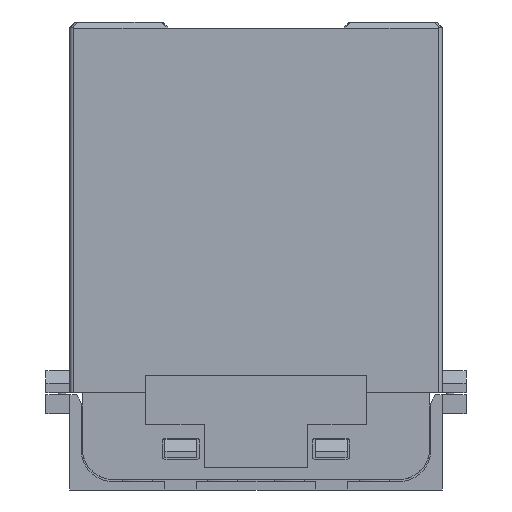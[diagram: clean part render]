
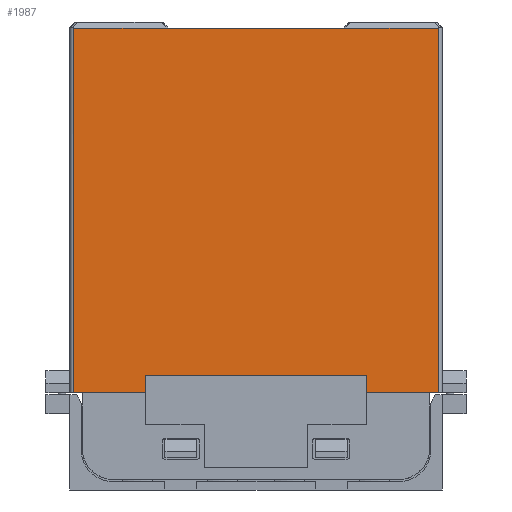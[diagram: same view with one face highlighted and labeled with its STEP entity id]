
A CAD part, left-side view. The second image highlights one B-rep face of the part: STEP entity #1987.
In plain terms, the highlighted planar face has unit normal (-1, 0, 0).
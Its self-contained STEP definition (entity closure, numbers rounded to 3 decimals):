
#960=FACE_OUTER_BOUND('',#4257,.T.);
#1987=ADVANCED_FACE('',(#960),#2799,.T.);
#2799=PLANE('',#24959);
#4257=EDGE_LOOP('',(#7104,#7105,#7106,#7107,#7108,#7109,#7110,#7111,#7112,
#7113));
#7104=ORIENTED_EDGE('',*,*,#12604,.T.);
#7105=ORIENTED_EDGE('',*,*,#13553,.T.);
#7106=ORIENTED_EDGE('',*,*,#13571,.T.);
#7107=ORIENTED_EDGE('',*,*,#13572,.T.);
#7108=ORIENTED_EDGE('',*,*,#12352,.T.);
#7109=ORIENTED_EDGE('',*,*,#13573,.T.);
#7110=ORIENTED_EDGE('',*,*,#13574,.T.);
#7111=ORIENTED_EDGE('',*,*,#13510,.T.);
#7112=ORIENTED_EDGE('',*,*,#12598,.T.);
#7113=ORIENTED_EDGE('',*,*,#12600,.T.);
#10466=VERTEX_POINT('',#33811);
#10467=VERTEX_POINT('',#33813);
#10625=VERTEX_POINT('',#34366);
#10626=VERTEX_POINT('',#34369);
#10627=VERTEX_POINT('',#34373);
#10630=VERTEX_POINT('',#34381);
#11325=VERTEX_POINT('',#36598);
#11349=VERTEX_POINT('',#36675);
#11354=VERTEX_POINT('',#36703);
#11355=VERTEX_POINT('',#36706);
#12352=EDGE_CURVE('',#10467,#10466,#18645,.T.);
#12598=EDGE_CURVE('',#10625,#10626,#18787,.T.);
#12600=EDGE_CURVE('',#10626,#10627,#18789,.T.);
#12604=EDGE_CURVE('',#10627,#10630,#18793,.T.);
#13510=EDGE_CURVE('',#11325,#10625,#19322,.T.);
#13553=EDGE_CURVE('',#10630,#11349,#19358,.T.);
#13571=EDGE_CURVE('',#11349,#11354,#19376,.T.);
#13572=EDGE_CURVE('',#11354,#10467,#19377,.T.);
#13573=EDGE_CURVE('',#10466,#11355,#19378,.T.);
#13574=EDGE_CURVE('',#11355,#11325,#19379,.T.);
#18645=LINE('',#33812,#20662);
#18787=LINE('',#34370,#20804);
#18789=LINE('',#34374,#20806);
#18793=LINE('',#34382,#20810);
#19322=LINE('',#36597,#21339);
#19358=LINE('',#36676,#21375);
#19376=LINE('',#36702,#21393);
#19377=LINE('',#36704,#21394);
#19378=LINE('',#36705,#21395);
#19379=LINE('',#36707,#21396);
#20662=VECTOR('',#26200,1.);
#20804=VECTOR('',#26666,1.);
#20806=VECTOR('',#26670,1.);
#20810=VECTOR('',#26676,1.);
#21339=VECTOR('',#28661,1.);
#21375=VECTOR('',#28733,1.);
#21393=VECTOR('',#28759,1.);
#21394=VECTOR('',#28760,1.);
#21395=VECTOR('',#28761,1.);
#21396=VECTOR('',#28762,1.);
#24959=AXIS2_PLACEMENT_3D('',#36708,#28763,#28764);
#26200=DIRECTION('',(0.,1.,0.));
#26666=DIRECTION('',(0.,0.,1.));
#26670=DIRECTION('',(0.,-1.,0.));
#26676=DIRECTION('',(0.,0.,-1.));
#28661=DIRECTION('',(0.,-1.,0.));
#28733=DIRECTION('',(0.,-1.,0.));
#28759=DIRECTION('',(0.,0.,1.));
#28760=DIRECTION('',(0.,1.,0.));
#28761=DIRECTION('',(0.,1.,0.));
#28762=DIRECTION('',(0.,0.,-1.));
#28763=DIRECTION('',(-1.,0.,0.));
#28764=DIRECTION('',(0.,1.,0.));
#33811=CARTESIAN_POINT('',(-14.676,7.291,16.3));
#33812=CARTESIAN_POINT('',(-14.676,-15.15,16.3));
#33813=CARTESIAN_POINT('',(-14.676,-7.291,16.3));
#34366=CARTESIAN_POINT('',(-14.676,9.,-13.4));
#34369=CARTESIAN_POINT('',(-14.676,9.,-11.95));
#34370=CARTESIAN_POINT('',(-14.676,9.,-15.95));
#34373=CARTESIAN_POINT('',(-14.676,-9.,-11.95));
#34374=CARTESIAN_POINT('',(-14.676,9.,-11.95));
#34381=CARTESIAN_POINT('',(-14.676,-9.,-13.4));
#34382=CARTESIAN_POINT('',(-14.676,-9.,-11.95));
#36597=CARTESIAN_POINT('',(-14.676,15.15,-13.4));
#36598=CARTESIAN_POINT('',(-14.676,14.85,-13.4));
#36675=CARTESIAN_POINT('',(-14.676,-14.85,-13.4));
#36676=CARTESIAN_POINT('',(-14.676,-14.15,-13.4));
#36702=CARTESIAN_POINT('',(-14.676,-14.85,17.65));
#36703=CARTESIAN_POINT('',(-14.676,-14.85,16.3));
#36704=CARTESIAN_POINT('',(-14.676,-15.25,16.3));
#36705=CARTESIAN_POINT('',(-14.676,15.15,16.3));
#36706=CARTESIAN_POINT('',(-14.676,14.85,16.3));
#36707=CARTESIAN_POINT('',(-14.676,14.85,-13.4));
#36708=CARTESIAN_POINT('',(-14.676,-15.25,17.65));
